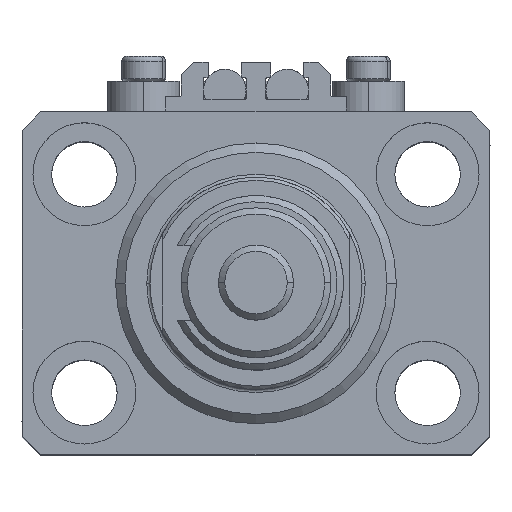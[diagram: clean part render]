
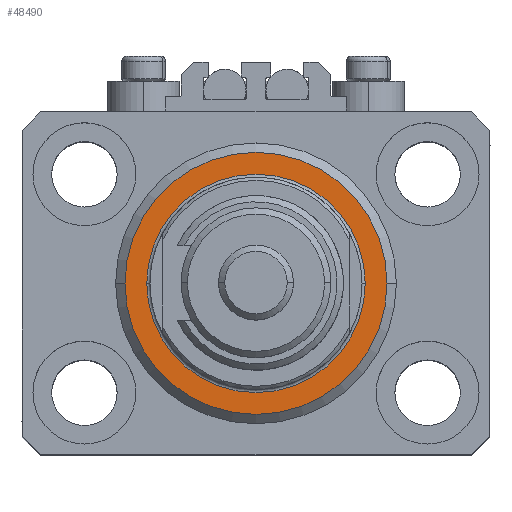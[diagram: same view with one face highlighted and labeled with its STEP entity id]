
A CAD part, top view. The second image highlights one B-rep face of the part: STEP entity #48490.
In plain terms, the highlighted face is planar.
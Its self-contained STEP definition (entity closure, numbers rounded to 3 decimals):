
#1305 = CIRCLE ( 'NONE', #3764, 21. ) ;
#1732 = DIRECTION ( 'NONE',  ( 1., 0., 0. ) ) ;
#3764 = AXIS2_PLACEMENT_3D ( 'NONE', #34200, #11771, #49928 ) ;
#6476 = ORIENTED_EDGE ( 'NONE', *, *, #13496, .T. ) ;
#9030 = EDGE_LOOP ( 'NONE', ( #46418, #25027 ) ) ;
#9488 = CARTESIAN_POINT ( 'NONE',  ( 21., 0., 0. ) ) ;
#11664 = AXIS2_PLACEMENT_3D ( 'NONE', #14233, #34303, #45652 ) ;
#11771 = DIRECTION ( 'NONE',  ( 0., 0., -1. ) ) ;
#11980 = VERTEX_POINT ( 'NONE', #48936 ) ;
#13496 = EDGE_CURVE ( 'NONE', #30151, #11980, #17343, .T. ) ;
#13617 = FACE_OUTER_BOUND ( 'NONE', #9030, .T. ) ;
#14233 = CARTESIAN_POINT ( 'NONE',  ( 0., 0., 0. ) ) ;
#14345 = AXIS2_PLACEMENT_3D ( 'NONE', #28507, #44223, #31603 ) ;
#15342 = EDGE_CURVE ( 'NONE', #29570, #39791, #44592, .T. ) ;
#17112 = CARTESIAN_POINT ( 'NONE',  ( -17.5, 0., 0. ) ) ;
#17343 = CIRCLE ( 'NONE', #46131, 17.5 ) ;
#25027 = ORIENTED_EDGE ( 'NONE', *, *, #27764, .T. ) ;
#25364 = DIRECTION ( 'NONE',  ( 1., 0., 0. ) ) ;
#27764 = EDGE_CURVE ( 'NONE', #39791, #29570, #1305, .T. ) ;
#28340 = ORIENTED_EDGE ( 'NONE', *, *, #38131, .T. ) ;
#28507 = CARTESIAN_POINT ( 'NONE',  ( 0., 0., 0. ) ) ;
#28563 = AXIS2_PLACEMENT_3D ( 'NONE', #32414, #40407, #1732 ) ;
#29570 = VERTEX_POINT ( 'NONE', #9488 ) ;
#30151 = VERTEX_POINT ( 'NONE', #17112 ) ;
#31603 = DIRECTION ( 'NONE',  ( 1., 0., 0. ) ) ;
#32414 = CARTESIAN_POINT ( 'NONE',  ( 0., 0., 0. ) ) ;
#34200 = CARTESIAN_POINT ( 'NONE',  ( 0., 0., 0. ) ) ;
#34303 = DIRECTION ( 'NONE',  ( 0., 0., -1. ) ) ;
#36696 = CARTESIAN_POINT ( 'NONE',  ( 0., 0., 0. ) ) ;
#36947 = DIRECTION ( 'NONE',  ( 0., 0., 1. ) ) ;
#38131 = EDGE_CURVE ( 'NONE', #11980, #30151, #45602, .T. ) ;
#39791 = VERTEX_POINT ( 'NONE', #48168 ) ;
#40407 = DIRECTION ( 'NONE',  ( 0., 0., 1. ) ) ;
#42327 = EDGE_LOOP ( 'NONE', ( #28340, #6476 ) ) ;
#44223 = DIRECTION ( 'NONE',  ( 0., 0., 1. ) ) ;
#44526 = FACE_BOUND ( 'NONE', #42327, .T. ) ;
#44592 = CIRCLE ( 'NONE', #11664, 21. ) ;
#45602 = CIRCLE ( 'NONE', #14345, 17.5 ) ;
#45652 = DIRECTION ( 'NONE',  ( 1., 0., 0. ) ) ;
#46131 = AXIS2_PLACEMENT_3D ( 'NONE', #36696, #36947, #25364 ) ;
#46418 = ORIENTED_EDGE ( 'NONE', *, *, #15342, .T. ) ;
#48168 = CARTESIAN_POINT ( 'NONE',  ( -21., 0., 0. ) ) ;
#48490 = ADVANCED_FACE ( 'NONE', ( #44526, #13617 ), #48658, .F. ) ;
#48658 = PLANE ( 'NONE',  #28563 ) ;
#48936 = CARTESIAN_POINT ( 'NONE',  ( 17.5, 0., 0. ) ) ;
#49928 = DIRECTION ( 'NONE',  ( 1., 0., 0. ) ) ;
